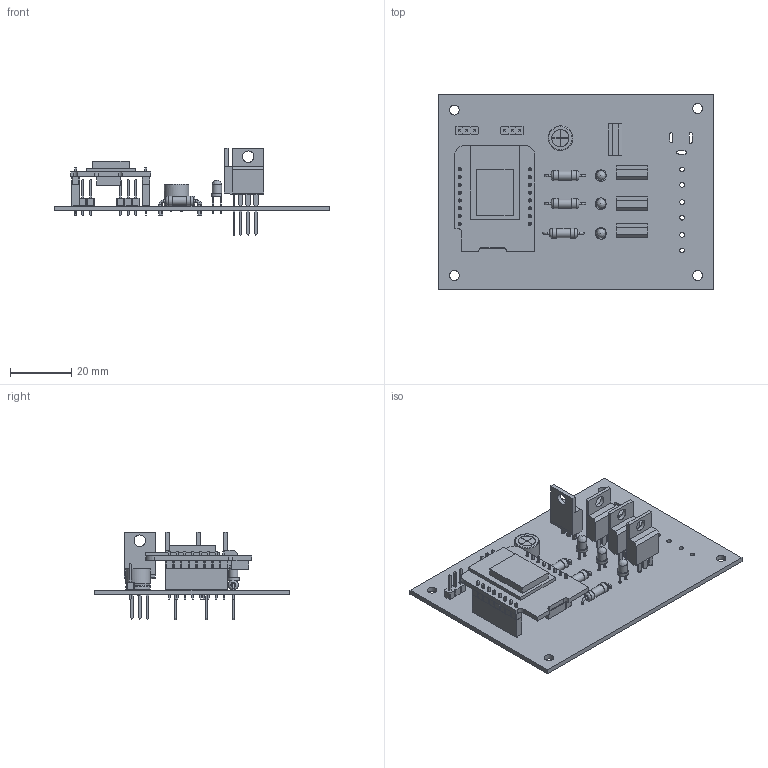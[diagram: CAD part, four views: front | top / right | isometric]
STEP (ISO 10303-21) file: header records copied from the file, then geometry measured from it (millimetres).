
FILE_DESCRIPTION(('KiCad electronic assembly'),'2;1');
FILE_NAME('timing.step','2022-06-22T22:07:52',('Pcbnew'),('Kicad'), 'Open CASCADE STEP processor 7.6','KiCad to STEP converter','Unknown' );
FILE_SCHEMA(('AUTOMOTIVE_DESIGN { 1 0 10303 214 1 1 1 1 }'));
Length unit declared in the file: millimetre
Products named in the file (18): timing 1; R_Axial_DIN0309_L9.0mm_D3.2mm_P12.70mm_Horizontal; SOLID; WEMOS_D1_mini_light; PinHeader_1x08_P2.54mm_Vertical; PinSocket_1x08_P2.54mm_Vertical; LED_D3.0mm; C_Radial_D8.0mm_H7.0mm_P3.50mm; PinHeader_1x03_P2.54mm_Vertical; TO-220-3_Vertical; timer PCB
Assembly tree (27 placements, depth 3):
  timing 1
    R_Axial_DIN0309_L9.0mm_D3.2mm_P12.70mm_Horizontal  x3
      SOLID
    WEMOS_D1_mini_light
      SOLID
    PinHeader_1x08_P2.54mm_Vertical  x2
      SOLID
    PinSocket_1x08_P2.54mm_Vertical  x2
      SOLID
    LED_D3.0mm  x3
      SOLID
    C_Radial_D8.0mm_H7.0mm_P3.50mm
      SOLID
    PinHeader_1x03_P2.54mm_Vertical  x2
      SOLID
    TO-220-3_Vertical  x4
      SOLID
    timer PCB
Bounding box: 89.41 x 63.5 x 28.52 mm (x, y, z)
Volume: 15032.8 mm3; surface area: 19990.8 mm2
Topology: 19 solids, 20 shells, 1508 faces, 3808 edges, 2440 vertices
Faces by surface type: bspline 1432, cylinder 64, plane 12
Full cylindrical faces by diameter (mm): 0.8 x8, 0.9 x6, 1 x22, 1.1 x12, 1.52 x6, 3.2 x4
Entity records: 50234 total; most frequent: CARTESIAN_POINT 17791, B_SPLINE_CURVE_WITH_KNOTS 4970, ORIENTED_EDGE 3882, PCURVE 3882, DEFINITIONAL_REPRESENTATION 3882, EDGE_CURVE 1941, SURFACE_CURVE 1841, VERTEX_POINT 1249
